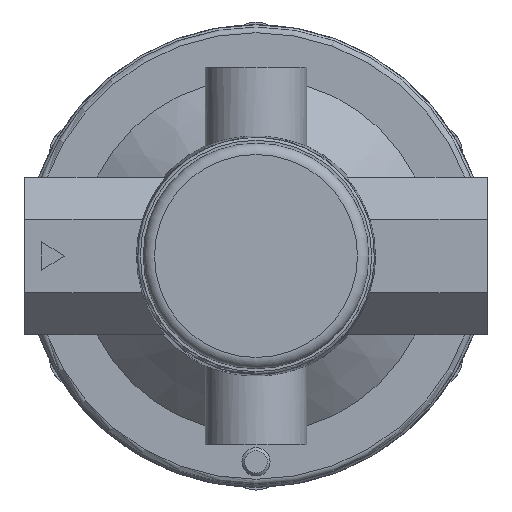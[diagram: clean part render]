
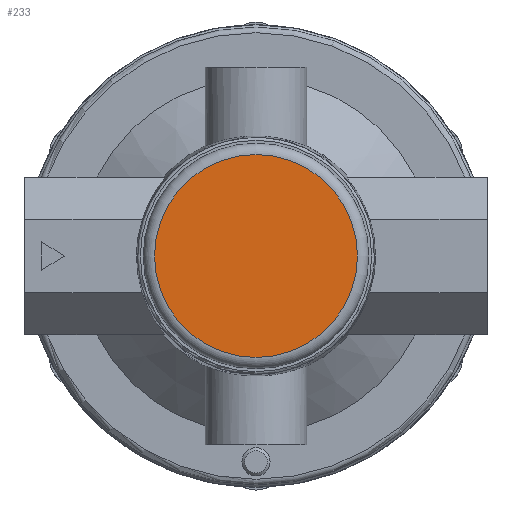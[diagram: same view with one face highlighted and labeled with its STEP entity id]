
A CAD part, front view. The second image highlights one B-rep face of the part: STEP entity #233.
In plain terms, the highlighted planar face has unit normal (0, -1, 0).
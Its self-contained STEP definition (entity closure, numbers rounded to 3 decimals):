
#233 = ADVANCED_FACE( '', ( #614 ), #615, .F. );
#614 = FACE_OUTER_BOUND( '', #1216, .T. );
#615 = PLANE( '', #1217 );
#1216 = EDGE_LOOP( '', ( #1843 ) );
#1217 = AXIS2_PLACEMENT_3D( '', #1844, #1845, #1846 );
#1843 = ORIENTED_EDGE( '', *, *, #3152, .T. );
#1844 = CARTESIAN_POINT( '', ( 18., -33., 0. ) );
#1845 = DIRECTION( '', ( 0., 1., 0. ) );
#1846 = DIRECTION( '', ( 0., 0., 1. ) );
#3152 = EDGE_CURVE( '', #3679, #3679, #3680, .T. );
#3679 = VERTEX_POINT( '', #4465 );
#3680 = CIRCLE( '', #4466, 18. );
#4465 = CARTESIAN_POINT( '', ( 0., -33., -18. ) );
#4466 = AXIS2_PLACEMENT_3D( '', #5511, #5512, #5513 );
#5511 = CARTESIAN_POINT( '', ( 0., -33., 0. ) );
#5512 = DIRECTION( '', ( 0., -1., 0. ) );
#5513 = DIRECTION( '', ( 0., 0., -1. ) );
